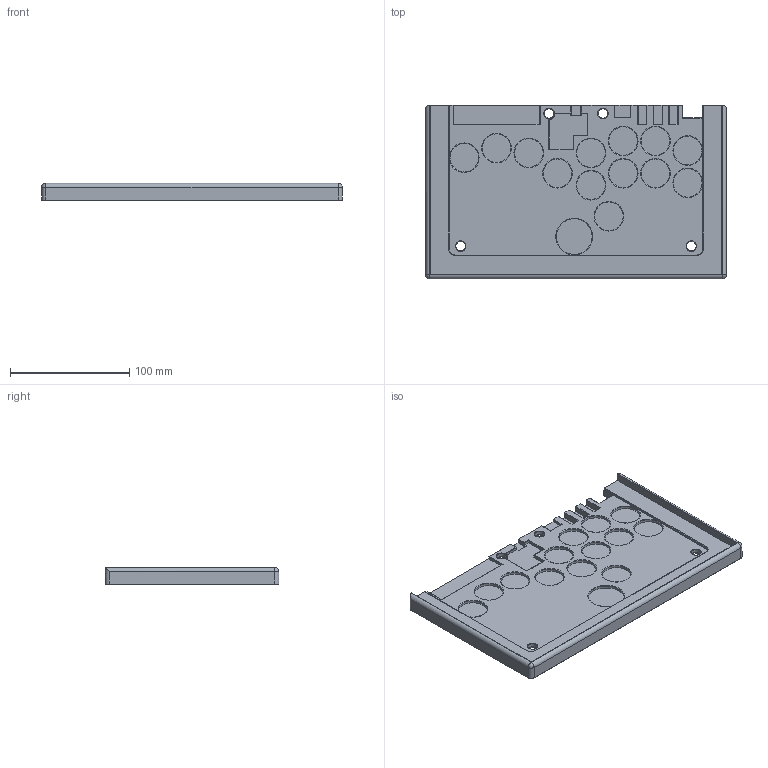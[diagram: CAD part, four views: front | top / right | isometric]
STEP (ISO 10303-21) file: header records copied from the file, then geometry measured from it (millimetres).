
FILE_DESCRIPTION(/* description */ (''),/* implementation_level */ '2;1');
FILE_NAME(/* name */ 'ArtCase-case.step',/* time_stamp */ '2024-09-03T18:30:49-07:00',/* author */ (''),/* organization */ (''),/* preprocessor_version */ 'ST-DEVELOPER v20',/* originating_system */ 'Autodesk Translation Framework v13.14.0.145',/* authorisation */ '');
FILE_SCHEMA (('AUTOMOTIVE_DESIGN { 1 0 10303 214 3 1 1 }'));
Length unit declared in the file: millimetre
Products named in the file (1): 2025-layer
Bounding box: 251.8 x 145.4 x 14.4 mm (x, y, z)
Volume: 224739.8 mm3; surface area: 88887.4 mm2
Topology: 1 solids, 1 shells, 171 faces, 399 edges, 242 vertices
Faces by surface type: cylinder 74, plane 64, torus 25, cone 4, sphere 4
Full cylindrical faces by diameter (mm): 8 x4, 24 x13, 30 x1
Entity records: 4921 total; most frequent: DIRECTION 914, CARTESIAN_POINT 839, ORIENTED_EDGE 798, EDGE_CURVE 399, AXIS2_PLACEMENT_3D 345, VERTEX_POINT 242, LINE 224, VECTOR 224
